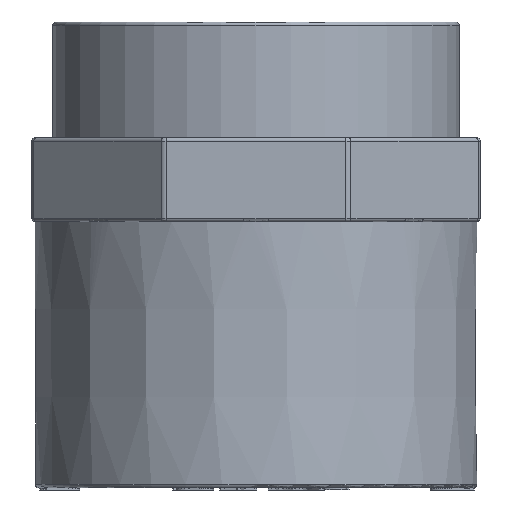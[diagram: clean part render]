
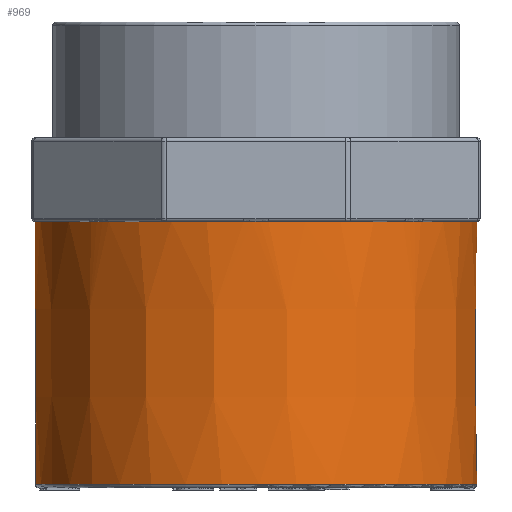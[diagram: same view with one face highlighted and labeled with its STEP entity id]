
A CAD part, left-side view. The second image highlights one B-rep face of the part: STEP entity #969.
In plain terms, the highlighted conical face has half-angle 0.075 degrees and reference radius 31.5 mm.
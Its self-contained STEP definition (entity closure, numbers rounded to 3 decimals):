
#76=CONICAL_SURFACE('',#15285,31.5,0.075);
#969=ADVANCED_FACE('',(#4270,#4271),#76,.T.);
#4110=CIRCLE('',#15201,31.55);
#4112=CIRCLE('',#15204,31.55);
#4114=CIRCLE('',#15207,31.55);
#4116=CIRCLE('',#15210,31.55);
#4118=CIRCLE('',#15213,31.55);
#4120=CIRCLE('',#15216,31.55);
#4121=CIRCLE('',#15218,31.55);
#4137=CIRCLE('',#15244,31.55);
#4156=CIRCLE('',#15275,31.501);
#4157=CIRCLE('',#15277,31.55);
#4158=CIRCLE('',#15278,31.55);
#4159=CIRCLE('',#15279,31.55);
#4160=CIRCLE('',#15280,31.55);
#4161=CIRCLE('',#15281,31.55);
#4162=CIRCLE('',#15282,31.55);
#4163=CIRCLE('',#15283,31.55);
#4164=CIRCLE('',#15284,31.55);
#4270=FACE_BOUND('',#4357,.T.);
#4271=FACE_BOUND('',#4358,.T.);
#4357=EDGE_LOOP('',(#5809,#5810,#5811,#5812,#5813,#5814,#5815,#5816,#5817,
#5818,#5819,#5820,#5821,#5822,#5823,#5824));
#4358=EDGE_LOOP('',(#5825));
#5809=ORIENTED_EDGE('',*,*,#11933,.F.);
#5810=ORIENTED_EDGE('',*,*,#12021,.F.);
#5811=ORIENTED_EDGE('',*,*,#11929,.F.);
#5812=ORIENTED_EDGE('',*,*,#12022,.F.);
#5813=ORIENTED_EDGE('',*,*,#11925,.F.);
#5814=ORIENTED_EDGE('',*,*,#12023,.F.);
#5815=ORIENTED_EDGE('',*,*,#11921,.F.);
#5816=ORIENTED_EDGE('',*,*,#12024,.F.);
#5817=ORIENTED_EDGE('',*,*,#11917,.F.);
#5818=ORIENTED_EDGE('',*,*,#12025,.F.);
#5819=ORIENTED_EDGE('',*,*,#11913,.F.);
#5820=ORIENTED_EDGE('',*,*,#12026,.F.);
#5821=ORIENTED_EDGE('',*,*,#11935,.F.);
#5822=ORIENTED_EDGE('',*,*,#12027,.F.);
#5823=ORIENTED_EDGE('',*,*,#11982,.F.);
#5824=ORIENTED_EDGE('',*,*,#12028,.F.);
#5825=ORIENTED_EDGE('',*,*,#12020,.T.);
#10363=VERTEX_POINT('',#21969);
#10364=VERTEX_POINT('',#21971);
#10367=VERTEX_POINT('',#21978);
#10368=VERTEX_POINT('',#21980);
#10371=VERTEX_POINT('',#21987);
#10372=VERTEX_POINT('',#21989);
#10375=VERTEX_POINT('',#21996);
#10376=VERTEX_POINT('',#21998);
#10379=VERTEX_POINT('',#22005);
#10380=VERTEX_POINT('',#22007);
#10383=VERTEX_POINT('',#22014);
#10384=VERTEX_POINT('',#22016);
#10385=VERTEX_POINT('',#22020);
#10386=VERTEX_POINT('',#22021);
#10422=VERTEX_POINT('',#24583);
#10423=VERTEX_POINT('',#24585);
#10456=VERTEX_POINT('',#24680);
#11913=EDGE_CURVE('',#10363,#10364,#4110,.T.);
#11917=EDGE_CURVE('',#10367,#10368,#4112,.T.);
#11921=EDGE_CURVE('',#10371,#10372,#4114,.T.);
#11925=EDGE_CURVE('',#10375,#10376,#4116,.T.);
#11929=EDGE_CURVE('',#10379,#10380,#4118,.T.);
#11933=EDGE_CURVE('',#10383,#10384,#4120,.T.);
#11935=EDGE_CURVE('',#10385,#10386,#4121,.T.);
#11982=EDGE_CURVE('',#10422,#10423,#4137,.T.);
#12020=EDGE_CURVE('',#10456,#10456,#4156,.T.);
#12021=EDGE_CURVE('',#10380,#10383,#4157,.T.);
#12022=EDGE_CURVE('',#10376,#10379,#4158,.T.);
#12023=EDGE_CURVE('',#10372,#10375,#4159,.T.);
#12024=EDGE_CURVE('',#10368,#10371,#4160,.T.);
#12025=EDGE_CURVE('',#10364,#10367,#4161,.T.);
#12026=EDGE_CURVE('',#10386,#10363,#4162,.T.);
#12027=EDGE_CURVE('',#10423,#10385,#4163,.T.);
#12028=EDGE_CURVE('',#10384,#10422,#4164,.T.);
#15201=AXIS2_PLACEMENT_3D('',#21970,#16145,#16146);
#15204=AXIS2_PLACEMENT_3D('',#21979,#16153,#16154);
#15207=AXIS2_PLACEMENT_3D('',#21988,#16161,#16162);
#15210=AXIS2_PLACEMENT_3D('',#21997,#16169,#16170);
#15213=AXIS2_PLACEMENT_3D('',#22006,#16177,#16178);
#15216=AXIS2_PLACEMENT_3D('',#22015,#16185,#16186);
#15218=AXIS2_PLACEMENT_3D('',#22019,#16190,#16191);
#15244=AXIS2_PLACEMENT_3D('',#24584,#16262,#16263);
#15275=AXIS2_PLACEMENT_3D('',#24679,#16341,#16342);
#15277=AXIS2_PLACEMENT_3D('',#24682,#16345,#16346);
#15278=AXIS2_PLACEMENT_3D('',#24683,#16347,#16348);
#15279=AXIS2_PLACEMENT_3D('',#24684,#16349,#16350);
#15280=AXIS2_PLACEMENT_3D('',#24685,#16351,#16352);
#15281=AXIS2_PLACEMENT_3D('',#24686,#16353,#16354);
#15282=AXIS2_PLACEMENT_3D('',#24687,#16355,#16356);
#15283=AXIS2_PLACEMENT_3D('',#24688,#16357,#16358);
#15284=AXIS2_PLACEMENT_3D('',#24689,#16359,#16360);
#15285=AXIS2_PLACEMENT_3D('',#24690,#16361,#16362);
#16145=DIRECTION('',(0.,0.,1.));
#16146=DIRECTION('',(0.,1.,0.));
#16153=DIRECTION('',(0.,0.,1.));
#16154=DIRECTION('',(0.,1.,0.));
#16161=DIRECTION('',(0.,0.,1.));
#16162=DIRECTION('',(0.,1.,0.));
#16169=DIRECTION('',(0.,0.,1.));
#16170=DIRECTION('',(0.,1.,0.));
#16177=DIRECTION('',(0.,0.,1.));
#16178=DIRECTION('',(0.,1.,0.));
#16185=DIRECTION('',(0.,0.,1.));
#16186=DIRECTION('',(0.,1.,0.));
#16190=DIRECTION('',(0.,0.,1.));
#16191=DIRECTION('',(0.,1.,0.));
#16262=DIRECTION('',(0.,0.,1.));
#16263=DIRECTION('',(0.,1.,0.));
#16341=DIRECTION('',(0.,0.,1.));
#16342=DIRECTION('',(0.,-1.,0.));
#16345=DIRECTION('',(0.,0.,1.));
#16346=DIRECTION('',(0.,1.,0.));
#16347=DIRECTION('',(0.,0.,1.));
#16348=DIRECTION('',(0.,1.,0.));
#16349=DIRECTION('',(0.,0.,1.));
#16350=DIRECTION('',(0.,1.,0.));
#16351=DIRECTION('',(0.,0.,1.));
#16352=DIRECTION('',(0.,1.,0.));
#16353=DIRECTION('',(0.,0.,1.));
#16354=DIRECTION('',(0.,1.,0.));
#16355=DIRECTION('',(0.,0.,1.));
#16356=DIRECTION('',(0.,1.,0.));
#16357=DIRECTION('',(0.,0.,1.));
#16358=DIRECTION('',(0.,1.,0.));
#16359=DIRECTION('',(0.,0.,1.));
#16360=DIRECTION('',(0.,1.,0.));
#16361=DIRECTION('',(0.,0.,1.));
#16362=DIRECTION('',(0.,1.,0.));
#21969=CARTESIAN_POINT('',(-78.018,491.971,14.504));
#21970=CARTESIAN_POINT('',(-57.,515.5,14.504));
#21971=CARTESIAN_POINT('',(-58.776,484.,14.504));
#21978=CARTESIAN_POINT('',(-55.224,484.,14.504));
#21979=CARTESIAN_POINT('',(-57.,515.5,14.504));
#21980=CARTESIAN_POINT('',(-35.982,491.971,14.504));
#21987=CARTESIAN_POINT('',(-33.471,494.482,14.504));
#21988=CARTESIAN_POINT('',(-57.,515.5,14.504));
#21989=CARTESIAN_POINT('',(-25.5,513.724,14.504));
#21996=CARTESIAN_POINT('',(-25.5,517.276,14.504));
#21997=CARTESIAN_POINT('',(-57.,515.5,14.504));
#21998=CARTESIAN_POINT('',(-33.471,536.518,14.504));
#22005=CARTESIAN_POINT('',(-35.982,539.029,14.504));
#22006=CARTESIAN_POINT('',(-57.,515.5,14.504));
#22007=CARTESIAN_POINT('',(-55.224,547.,14.504));
#22014=CARTESIAN_POINT('',(-58.776,547.,14.504));
#22015=CARTESIAN_POINT('',(-57.,515.5,14.504));
#22016=CARTESIAN_POINT('',(-78.018,539.029,14.504));
#22019=CARTESIAN_POINT('',(-57.,515.5,14.504));
#22020=CARTESIAN_POINT('',(-88.5,513.724,14.504));
#22021=CARTESIAN_POINT('',(-80.529,494.482,14.504));
#24583=CARTESIAN_POINT('',(-80.529,536.518,14.504));
#24584=CARTESIAN_POINT('',(-57.,515.5,14.504));
#24585=CARTESIAN_POINT('',(-88.5,517.276,14.504));
#24679=CARTESIAN_POINT('',(-57.,515.5,-22.997));
#24680=CARTESIAN_POINT('',(-57.,483.999,-22.997));
#24682=CARTESIAN_POINT('',(-57.,515.5,14.504));
#24683=CARTESIAN_POINT('',(-57.,515.5,14.504));
#24684=CARTESIAN_POINT('',(-57.,515.5,14.504));
#24685=CARTESIAN_POINT('',(-57.,515.5,14.504));
#24686=CARTESIAN_POINT('',(-57.,515.5,14.504));
#24687=CARTESIAN_POINT('',(-57.,515.5,14.504));
#24688=CARTESIAN_POINT('',(-57.,515.5,14.504));
#24689=CARTESIAN_POINT('',(-57.,515.5,14.504));
#24690=CARTESIAN_POINT('',(-57.,515.5,-23.496));
